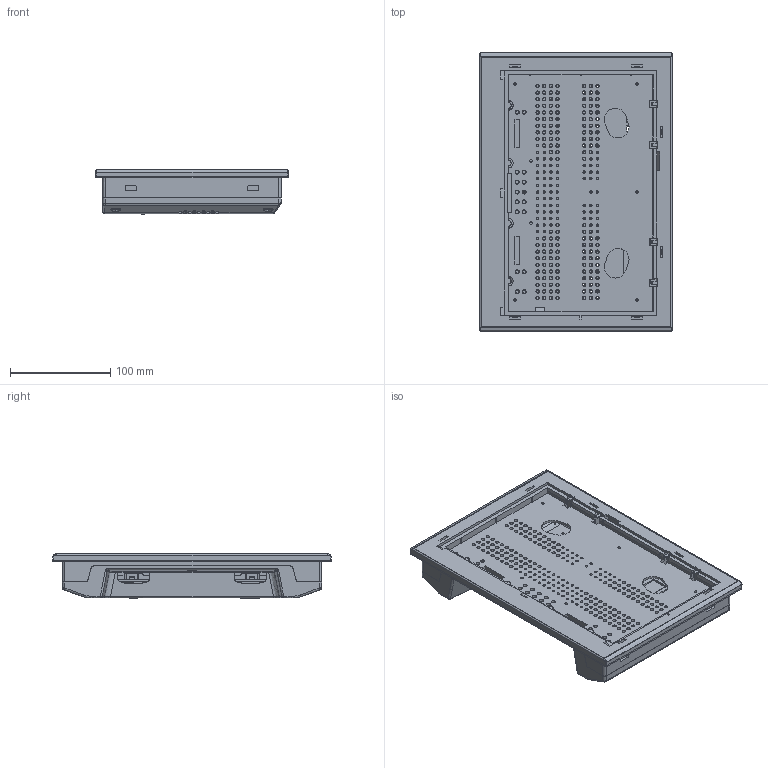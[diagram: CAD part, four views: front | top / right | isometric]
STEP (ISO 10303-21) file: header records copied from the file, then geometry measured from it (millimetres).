
FILE_DESCRIPTION(/* description */ (''),/* implementation_level */ '2;1');
FILE_NAME(/* name */ 'TGA63S三维图',/* time_stamp */ '2020-06-12T16:34:49+08:00',/* author */ (''),/* organization */ (''),/* preprocessor_version */ 'ST-DEVELOPER v15',/* originating_system */ '',/* authorisation */ '');
FILE_SCHEMA (('AUTOMOTIVE_DESIGN'));
Products named in the file (1): Document
Bounding box: 191.69 x 277 x 44.28 mm (x, y, z)
Volume: 22863.9 mm3; surface area: 356895 mm2
Topology: 1 solids, 3 shells, 4436 faces, 13034 edges, 8688 vertices
Faces by surface type: plane 3313, bspline 1123
Entity records: 145970 total; most frequent: CARTESIAN_POINT 61895, ORIENTED_EDGE 26052, EDGE_CURVE 13038, B_SPLINE_CURVE_WITH_KNOTS 10774, VERTEX_POINT 8688, EDGE_LOOP 5492, ADVANCED_FACE 4436, FACE_OUTER_BOUND 4436
